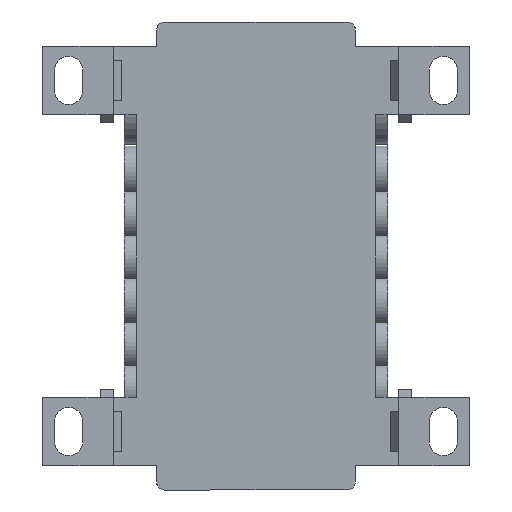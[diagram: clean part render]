
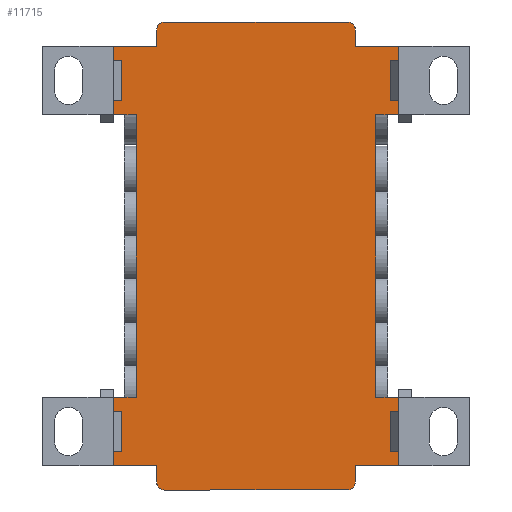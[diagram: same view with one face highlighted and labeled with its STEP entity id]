
A CAD part, front view. The second image highlights one B-rep face of the part: STEP entity #11715.
In plain terms, the highlighted planar face has unit normal (0, -1, 0).
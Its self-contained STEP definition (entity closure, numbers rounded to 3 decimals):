
#251=CIRCLE('',#12459,1.);
#252=CIRCLE('',#12460,1.);
#253=CIRCLE('',#12461,1.);
#254=CIRCLE('',#12462,1.);
#720=FACE_OUTER_BOUND('',#1372,.T.);
#1372=EDGE_LOOP('',(#9062,#9063,#9064,#9065,#9066,#9067,#9068,#9069,#9070,
#9071,#9072,#9073,#9074,#9075,#9076,#9077,#9078,#9079,#9080,#9081,#9082,
#9083,#9084,#9085));
#2483=LINE('',#17762,#3941);
#2495=LINE('',#17787,#3953);
#2504=LINE('',#17806,#3962);
#2523=LINE('',#17845,#3981);
#2529=LINE('',#17865,#3987);
#2533=LINE('',#17873,#3991);
#2534=LINE('',#17877,#3992);
#2535=LINE('',#17880,#3993);
#2536=LINE('',#17882,#3994);
#2537=LINE('',#17884,#3995);
#2538=LINE('',#17886,#3996);
#2539=LINE('',#17888,#3997);
#2540=LINE('',#17889,#3998);
#2541=LINE('',#17891,#3999);
#2542=LINE('',#17895,#4000);
#2543=LINE('',#17898,#4001);
#2544=LINE('',#17900,#4002);
#2545=LINE('',#17901,#4003);
#2546=LINE('',#17903,#4004);
#2547=LINE('',#17904,#4005);
#3941=VECTOR('',#14363,5.35);
#3953=VECTOR('',#14381,5.35);
#3962=VECTOR('',#14392,5.35);
#3981=VECTOR('',#14421,5.35);
#3987=VECTOR('',#14439,28.1);
#3991=VECTOR('',#14445,2.);
#3992=VECTOR('',#14448,22.7);
#3993=VECTOR('',#14451,2.);
#3994=VECTOR('',#14452,8.5);
#3995=VECTOR('',#14453,0.829);
#3996=VECTOR('',#14454,28.1);
#3997=VECTOR('',#14455,0.829);
#3998=VECTOR('',#14456,8.5);
#3999=VECTOR('',#14457,2.);
#4000=VECTOR('',#14460,22.7);
#4001=VECTOR('',#14463,2.);
#4002=VECTOR('',#14464,8.5);
#4003=VECTOR('',#14465,0.829);
#4004=VECTOR('',#14466,0.829);
#4005=VECTOR('',#14467,8.5);
#5193=VERTEX_POINT('',#17759);
#5194=VERTEX_POINT('',#17761);
#5203=VERTEX_POINT('',#17784);
#5204=VERTEX_POINT('',#17786);
#5212=VERTEX_POINT('',#17803);
#5213=VERTEX_POINT('',#17805);
#5227=VERTEX_POINT('',#17842);
#5228=VERTEX_POINT('',#17844);
#5235=VERTEX_POINT('',#17863);
#5236=VERTEX_POINT('',#17864);
#5239=VERTEX_POINT('',#17872);
#5240=VERTEX_POINT('',#17874);
#5241=VERTEX_POINT('',#17876);
#5242=VERTEX_POINT('',#17878);
#5243=VERTEX_POINT('',#17881);
#5244=VERTEX_POINT('',#17883);
#5245=VERTEX_POINT('',#17885);
#5246=VERTEX_POINT('',#17887);
#5247=VERTEX_POINT('',#17890);
#5248=VERTEX_POINT('',#17892);
#5249=VERTEX_POINT('',#17894);
#5250=VERTEX_POINT('',#17896);
#5251=VERTEX_POINT('',#17899);
#5252=VERTEX_POINT('',#17902);
#6558=EDGE_CURVE('',#5193,#5194,#2483,.T.);
#6570=EDGE_CURVE('',#5203,#5204,#2495,.T.);
#6579=EDGE_CURVE('',#5212,#5213,#2504,.T.);
#6598=EDGE_CURVE('',#5227,#5228,#2523,.T.);
#6607=EDGE_CURVE('',#5235,#5236,#2529,.T.);
#6611=EDGE_CURVE('',#5193,#5239,#2533,.T.);
#6612=EDGE_CURVE('',#5240,#5239,#251,.T.);
#6613=EDGE_CURVE('',#5240,#5241,#2534,.T.);
#6614=EDGE_CURVE('',#5242,#5241,#252,.T.);
#6615=EDGE_CURVE('',#5228,#5242,#2535,.T.);
#6616=EDGE_CURVE('',#5243,#5227,#2536,.T.);
#6617=EDGE_CURVE('',#5243,#5244,#2537,.T.);
#6618=EDGE_CURVE('',#5245,#5244,#2538,.T.);
#6619=EDGE_CURVE('',#5246,#5245,#2539,.T.);
#6620=EDGE_CURVE('',#5246,#5213,#2540,.T.);
#6621=EDGE_CURVE('',#5212,#5247,#2541,.T.);
#6622=EDGE_CURVE('',#5248,#5247,#253,.T.);
#6623=EDGE_CURVE('',#5248,#5249,#2542,.T.);
#6624=EDGE_CURVE('',#5250,#5249,#254,.T.);
#6625=EDGE_CURVE('',#5204,#5250,#2543,.T.);
#6626=EDGE_CURVE('',#5251,#5203,#2544,.T.);
#6627=EDGE_CURVE('',#5251,#5236,#2545,.T.);
#6628=EDGE_CURVE('',#5252,#5235,#2546,.T.);
#6629=EDGE_CURVE('',#5252,#5194,#2547,.T.);
#9062=ORIENTED_EDGE('',*,*,#6558,.F.);
#9063=ORIENTED_EDGE('',*,*,#6611,.T.);
#9064=ORIENTED_EDGE('',*,*,#6612,.F.);
#9065=ORIENTED_EDGE('',*,*,#6613,.T.);
#9066=ORIENTED_EDGE('',*,*,#6614,.F.);
#9067=ORIENTED_EDGE('',*,*,#6615,.F.);
#9068=ORIENTED_EDGE('',*,*,#6598,.F.);
#9069=ORIENTED_EDGE('',*,*,#6616,.F.);
#9070=ORIENTED_EDGE('',*,*,#6617,.T.);
#9071=ORIENTED_EDGE('',*,*,#6618,.F.);
#9072=ORIENTED_EDGE('',*,*,#6619,.F.);
#9073=ORIENTED_EDGE('',*,*,#6620,.T.);
#9074=ORIENTED_EDGE('',*,*,#6579,.F.);
#9075=ORIENTED_EDGE('',*,*,#6621,.T.);
#9076=ORIENTED_EDGE('',*,*,#6622,.F.);
#9077=ORIENTED_EDGE('',*,*,#6623,.T.);
#9078=ORIENTED_EDGE('',*,*,#6624,.F.);
#9079=ORIENTED_EDGE('',*,*,#6625,.F.);
#9080=ORIENTED_EDGE('',*,*,#6570,.F.);
#9081=ORIENTED_EDGE('',*,*,#6626,.F.);
#9082=ORIENTED_EDGE('',*,*,#6627,.T.);
#9083=ORIENTED_EDGE('',*,*,#6607,.F.);
#9084=ORIENTED_EDGE('',*,*,#6628,.F.);
#9085=ORIENTED_EDGE('',*,*,#6629,.T.);
#11164=PLANE('',#12458);
#11715=ADVANCED_FACE('',(#720),#11164,.T.);
#12458=AXIS2_PLACEMENT_3D('',#17871,#14443,#14444);
#12459=AXIS2_PLACEMENT_3D('',#17875,#14446,#14447);
#12460=AXIS2_PLACEMENT_3D('',#17879,#14449,#14450);
#12461=AXIS2_PLACEMENT_3D('',#17893,#14458,#14459);
#12462=AXIS2_PLACEMENT_3D('',#17897,#14461,#14462);
#14363=DIRECTION('',(1.,0.,0.));
#14381=DIRECTION('',(-1.,0.,0.));
#14392=DIRECTION('',(-1.,0.,0.));
#14421=DIRECTION('',(1.,0.,0.));
#14439=DIRECTION('',(0.,0.,-1.));
#14443=DIRECTION('center_axis',(0.,-1.,0.));
#14444=DIRECTION('ref_axis',(0.,0.,-1.));
#14445=DIRECTION('',(0.,0.,1.));
#14446=DIRECTION('center_axis',(0.,1.,0.));
#14447=DIRECTION('ref_axis',(0.707,0.,0.707));
#14448=DIRECTION('',(-1.,0.,0.));
#14449=DIRECTION('center_axis',(0.,1.,0.));
#14450=DIRECTION('ref_axis',(-0.707,0.,0.707));
#14451=DIRECTION('',(0.,0.,1.));
#14452=DIRECTION('',(0.,0.,1.));
#14453=DIRECTION('',(1.,0.,0.));
#14454=DIRECTION('',(0.,0.,1.));
#14455=DIRECTION('',(1.,0.,0.));
#14456=DIRECTION('',(0.,0.,-1.));
#14457=DIRECTION('',(0.,0.,-1.));
#14458=DIRECTION('center_axis',(0.,1.,0.));
#14459=DIRECTION('ref_axis',(-0.707,0.,-0.707));
#14460=DIRECTION('',(1.,0.,0.));
#14461=DIRECTION('center_axis',(0.,1.,0.));
#14462=DIRECTION('ref_axis',(0.707,0.,-0.707));
#14463=DIRECTION('',(0.,0.,-1.));
#14464=DIRECTION('',(0.,0.,-1.));
#14465=DIRECTION('',(-1.,0.,0.));
#14466=DIRECTION('',(-1.,0.,0.));
#14467=DIRECTION('',(0.,0.,1.));
#17759=CARTESIAN_POINT('',(24.2,-3.,50.6));
#17761=CARTESIAN_POINT('',(29.55,-3.,50.6));
#17762=CARTESIAN_POINT('',(24.2,-3.,50.6));
#17784=CARTESIAN_POINT('',(29.55,-3.,-1.5));
#17786=CARTESIAN_POINT('',(24.2,-3.,-1.5));
#17787=CARTESIAN_POINT('',(29.55,-3.,-1.5));
#17803=CARTESIAN_POINT('',(-0.5,-3.,-1.5));
#17805=CARTESIAN_POINT('',(-5.85,-3.,-1.5));
#17806=CARTESIAN_POINT('',(-0.5,-3.,-1.5));
#17842=CARTESIAN_POINT('',(-5.85,-3.,50.6));
#17844=CARTESIAN_POINT('',(-0.5,-3.,50.6));
#17845=CARTESIAN_POINT('',(-5.85,-3.,50.6));
#17863=CARTESIAN_POINT('',(26.7,-3.,42.1));
#17864=CARTESIAN_POINT('',(26.7,-3.,7.));
#17865=CARTESIAN_POINT('',(26.7,-3.,38.6));
#17871=CARTESIAN_POINT('Origin',(11.85,-3.,24.55));
#17872=CARTESIAN_POINT('',(24.2,-3.,52.6));
#17873=CARTESIAN_POINT('',(24.2,-3.,50.6));
#17874=CARTESIAN_POINT('',(23.2,-3.,53.6));
#17875=CARTESIAN_POINT('Origin',(23.2,-3.,52.6));
#17876=CARTESIAN_POINT('',(0.5,-3.,53.6));
#17877=CARTESIAN_POINT('',(23.2,-3.,53.6));
#17878=CARTESIAN_POINT('',(-0.5,-3.,52.6));
#17879=CARTESIAN_POINT('Origin',(0.5,-3.,52.6));
#17880=CARTESIAN_POINT('',(-0.5,-3.,52.));
#17881=CARTESIAN_POINT('',(-5.85,-3.,42.1));
#17882=CARTESIAN_POINT('',(-5.85,-3.,42.1));
#17883=CARTESIAN_POINT('',(-3.,-3.,42.1));
#17884=CARTESIAN_POINT('',(-5.85,-3.,42.1));
#17885=CARTESIAN_POINT('',(-3.,-3.,7.));
#17886=CARTESIAN_POINT('',(-3.,-3.,10.5));
#17887=CARTESIAN_POINT('',(-5.85,-3.,7.));
#17888=CARTESIAN_POINT('',(-5.85,-3.,7.));
#17889=CARTESIAN_POINT('',(-5.85,-3.,0.25));
#17890=CARTESIAN_POINT('',(-0.5,-3.,-3.5));
#17891=CARTESIAN_POINT('',(-0.5,-3.,-1.5));
#17892=CARTESIAN_POINT('',(0.5,-3.,-4.5));
#17893=CARTESIAN_POINT('Origin',(0.5,-3.,-3.5));
#17894=CARTESIAN_POINT('',(23.2,-3.,-4.5));
#17895=CARTESIAN_POINT('',(0.5,-3.,-4.5));
#17896=CARTESIAN_POINT('',(24.2,-3.,-3.5));
#17897=CARTESIAN_POINT('Origin',(23.2,-3.,-3.5));
#17898=CARTESIAN_POINT('',(24.2,-3.,-2.9));
#17899=CARTESIAN_POINT('',(29.55,-3.,7.));
#17900=CARTESIAN_POINT('',(29.55,-3.,7.));
#17901=CARTESIAN_POINT('',(29.55,-3.,7.));
#17902=CARTESIAN_POINT('',(29.55,-3.,42.1));
#17903=CARTESIAN_POINT('',(29.55,-3.,42.1));
#17904=CARTESIAN_POINT('',(29.55,-3.,48.85));
